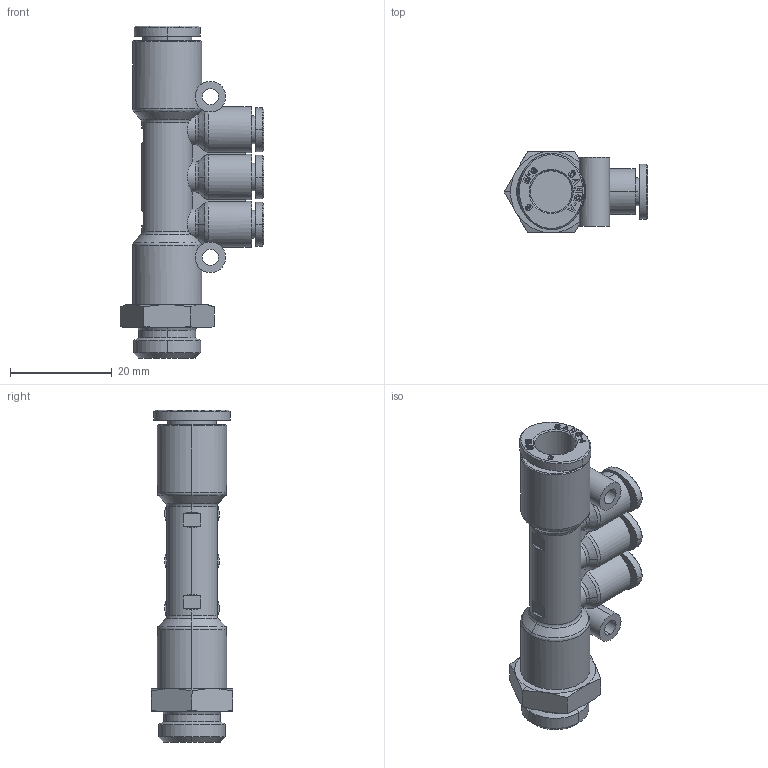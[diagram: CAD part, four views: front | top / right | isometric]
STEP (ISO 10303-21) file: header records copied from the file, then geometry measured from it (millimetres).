
FILE_DESCRIPTION (( 'STEP AP214' ), '1' );
FILE_NAME ('PKD08-04-G02.stp', '2015-09-17T07:59:17', ( '' ), ( '' ), 'SwSTEP 2.0', 'SolidWorks 2015', '' );
FILE_SCHEMA (( 'AUTOMOTIVE_DESIGN' ));
Length unit declared in the file: millimetre
Products named in the file (2): PKD08-04-G02; ｦ+ﾃｦ2
Assembly tree (1 placements, depth 2):
  PKD08-04-G02
    ｦ+ﾃｦ2
Bounding box: 28.24 x 16 x 65.3 mm (x, y, z)
Volume: 8820 mm3; surface area: 6709.4 mm2
Topology: 1 solids, 1 shells, 1636 faces, 4648 edges, 3088 vertices
Faces by surface type: plane 1358, bspline 130, cylinder 79, cone 58, torus 11
Entity records: 57378 total; most frequent: CARTESIAN_POINT 14574, ORIENTED_EDGE 9296, DIRECTION 7515, EDGE_CURVE 4648, VECTOR 3981, LINE 3981, VERTEX_POINT 3088, AXIS2_PLACEMENT_3D 1767
